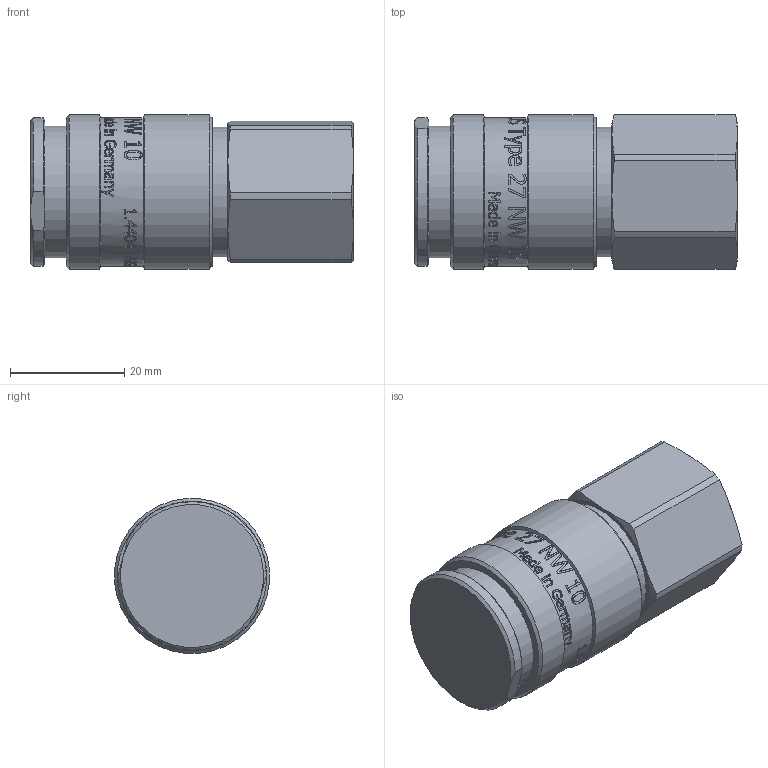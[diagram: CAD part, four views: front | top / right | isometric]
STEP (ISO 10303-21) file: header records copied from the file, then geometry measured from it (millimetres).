
FILE_DESCRIPTION((''),'2;1');
FILE_NAME('27kbiw21evx.stp','2013-07-01T08:34:46',('IA176480'),(''),'Autodesk Inventor 2013','Autodesk Inventor 2013','');
FILE_SCHEMA(('AUTOMOTIVE_DESIGN { 1 0 10303 214 1 1 1 1 }'));
Length unit declared in the file: millimetre
Products named in the file (1): D104963
Bounding box: 56.45 x 27.06 x 27.06 mm (x, y, z)
Volume: 24112 mm3; surface area: 10088.3 mm2
Topology: 1 solids, 1 shells, 734 faces, 1966 edges, 1303 vertices
Faces by surface type: plane 322, bspline 309, cylinder 80, cone 23
Full cylindrical faces by diameter (mm): 20.955 x1, 21.751 x2, 22.55 x1, 22.75 x2, 23.1 x1, 23.35 x1, 23.55 x1, 26 x1, 27.15 x2
Entity records: 102501 total; most frequent: CARTESIAN_POINT 86059, ORIENTED_EDGE 3890, DIRECTION 2082, EDGE_CURVE 1945, VERTEX_POINT 1301, B_SPLINE_CURVE_WITH_KNOTS 904, EDGE_LOOP 822, VECTOR 788
